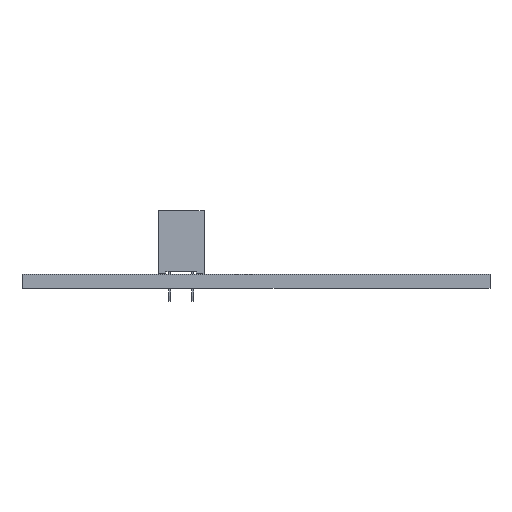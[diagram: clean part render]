
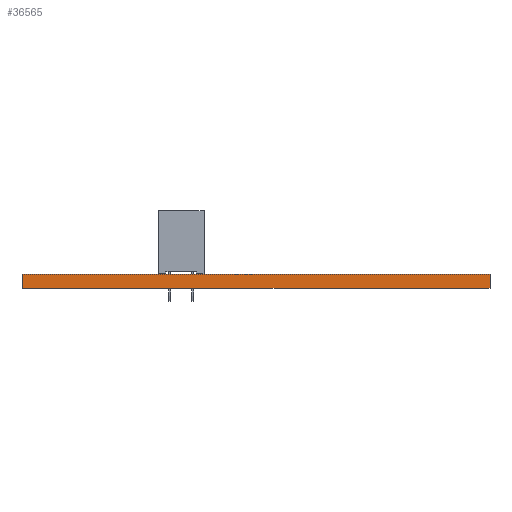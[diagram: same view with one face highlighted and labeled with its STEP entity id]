
A CAD part, left-side view. The second image highlights one B-rep face of the part: STEP entity #36565.
In plain terms, the highlighted planar face has unit normal (-1, 0, 0).
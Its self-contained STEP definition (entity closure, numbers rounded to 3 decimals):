
#30423 = PLANE('',#30424);
#30424 = AXIS2_PLACEMENT_3D('',#30425,#30426,#30427);
#30425 = CARTESIAN_POINT('',(97.15,-38.63,1.58));
#30426 = DIRECTION('',(-0.,-0.,-1.));
#30427 = DIRECTION('',(-1.,0.,0.));
#30477 = PLANE('',#30478);
#30478 = AXIS2_PLACEMENT_3D('',#30479,#30480,#30481);
#30479 = CARTESIAN_POINT('',(97.15,-38.63,0.));
#30480 = DIRECTION('',(-0.,-0.,-1.));
#30481 = DIRECTION('',(-1.,0.,0.));
#30510 = PLANE('',#30511);
#30511 = AXIS2_PLACEMENT_3D('',#30512,#30513,#30514);
#30512 = CARTESIAN_POINT('',(52.,-15.,0.));
#30513 = DIRECTION('',(0.,1.,0.));
#30514 = DIRECTION('',(1.,0.,0.));
#30608 = PLANE('',#30609);
#30609 = AXIS2_PLACEMENT_3D('',#30610,#30611,#30612);
#30610 = CARTESIAN_POINT('',(118.,-67.,0.));
#30611 = DIRECTION('',(0.,-1.,0.));
#30612 = DIRECTION('',(-1.,0.,0.));
#30647 = VERTEX_POINT('',#30648);
#30648 = CARTESIAN_POINT('',(52.,-67.,0.));
#30669 = EDGE_CURVE('',#30647,#30670,#30672,.T.);
#30670 = VERTEX_POINT('',#30671);
#30671 = CARTESIAN_POINT('',(52.,-15.,0.));
#30672 = SURFACE_CURVE('',#30673,(#30677,#30684),.PCURVE_S1.);
#30673 = LINE('',#30674,#30675);
#30674 = CARTESIAN_POINT('',(52.,-67.,0.));
#30675 = VECTOR('',#30676,1.);
#30676 = DIRECTION('',(0.,1.,0.));
#30677 = PCURVE('',#30477,#30678);
#30678 = DEFINITIONAL_REPRESENTATION('',(#30679),#30683);
#30679 = LINE('',#30680,#30681);
#30680 = CARTESIAN_POINT('',(45.15,-28.37));
#30681 = VECTOR('',#30682,1.);
#30682 = DIRECTION('',(0.,1.));
#30683 = ( GEOMETRIC_REPRESENTATION_CONTEXT(2) 
PARAMETRIC_REPRESENTATION_CONTEXT() REPRESENTATION_CONTEXT('2D SPACE',''
  ) );
#30684 = PCURVE('',#30685,#30690);
#30685 = PLANE('',#30686);
#30686 = AXIS2_PLACEMENT_3D('',#30687,#30688,#30689);
#30687 = CARTESIAN_POINT('',(52.,-67.,0.));
#30688 = DIRECTION('',(-1.,0.,0.));
#30689 = DIRECTION('',(0.,1.,0.));
#30690 = DEFINITIONAL_REPRESENTATION('',(#30691),#30695);
#30691 = LINE('',#30692,#30693);
#30692 = CARTESIAN_POINT('',(0.,0.));
#30693 = VECTOR('',#30694,1.);
#30694 = DIRECTION('',(1.,0.));
#30695 = ( GEOMETRIC_REPRESENTATION_CONTEXT(2) 
PARAMETRIC_REPRESENTATION_CONTEXT() REPRESENTATION_CONTEXT('2D SPACE',''
  ) );
#33805 = VERTEX_POINT('',#33806);
#33806 = CARTESIAN_POINT('',(52.,-67.,1.58));
#33827 = EDGE_CURVE('',#33805,#33828,#33830,.T.);
#33828 = VERTEX_POINT('',#33829);
#33829 = CARTESIAN_POINT('',(52.,-15.,1.58));
#33830 = SURFACE_CURVE('',#33831,(#33835,#33842),.PCURVE_S1.);
#33831 = LINE('',#33832,#33833);
#33832 = CARTESIAN_POINT('',(52.,-67.,1.58));
#33833 = VECTOR('',#33834,1.);
#33834 = DIRECTION('',(0.,1.,0.));
#33835 = PCURVE('',#30423,#33836);
#33836 = DEFINITIONAL_REPRESENTATION('',(#33837),#33841);
#33837 = LINE('',#33838,#33839);
#33838 = CARTESIAN_POINT('',(45.15,-28.37));
#33839 = VECTOR('',#33840,1.);
#33840 = DIRECTION('',(0.,1.));
#33841 = ( GEOMETRIC_REPRESENTATION_CONTEXT(2) 
PARAMETRIC_REPRESENTATION_CONTEXT() REPRESENTATION_CONTEXT('2D SPACE',''
  ) );
#33842 = PCURVE('',#30685,#33843);
#33843 = DEFINITIONAL_REPRESENTATION('',(#33844),#33848);
#33844 = LINE('',#33845,#33846);
#33845 = CARTESIAN_POINT('',(0.,-1.58));
#33846 = VECTOR('',#33847,1.);
#33847 = DIRECTION('',(1.,0.));
#33848 = ( GEOMETRIC_REPRESENTATION_CONTEXT(2) 
PARAMETRIC_REPRESENTATION_CONTEXT() REPRESENTATION_CONTEXT('2D SPACE',''
  ) );
#36515 = EDGE_CURVE('',#30670,#33828,#36516,.T.);
#36516 = SURFACE_CURVE('',#36517,(#36521,#36528),.PCURVE_S1.);
#36517 = LINE('',#36518,#36519);
#36518 = CARTESIAN_POINT('',(52.,-15.,0.));
#36519 = VECTOR('',#36520,1.);
#36520 = DIRECTION('',(0.,0.,1.));
#36521 = PCURVE('',#30510,#36522);
#36522 = DEFINITIONAL_REPRESENTATION('',(#36523),#36527);
#36523 = LINE('',#36524,#36525);
#36524 = CARTESIAN_POINT('',(0.,0.));
#36525 = VECTOR('',#36526,1.);
#36526 = DIRECTION('',(0.,-1.));
#36527 = ( GEOMETRIC_REPRESENTATION_CONTEXT(2) 
PARAMETRIC_REPRESENTATION_CONTEXT() REPRESENTATION_CONTEXT('2D SPACE',''
  ) );
#36528 = PCURVE('',#30685,#36529);
#36529 = DEFINITIONAL_REPRESENTATION('',(#36530),#36534);
#36530 = LINE('',#36531,#36532);
#36531 = CARTESIAN_POINT('',(52.,0.));
#36532 = VECTOR('',#36533,1.);
#36533 = DIRECTION('',(0.,-1.));
#36534 = ( GEOMETRIC_REPRESENTATION_CONTEXT(2) 
PARAMETRIC_REPRESENTATION_CONTEXT() REPRESENTATION_CONTEXT('2D SPACE',''
  ) );
#36544 = EDGE_CURVE('',#30647,#33805,#36545,.T.);
#36545 = SURFACE_CURVE('',#36546,(#36550,#36557),.PCURVE_S1.);
#36546 = LINE('',#36547,#36548);
#36547 = CARTESIAN_POINT('',(52.,-67.,0.));
#36548 = VECTOR('',#36549,1.);
#36549 = DIRECTION('',(0.,0.,1.));
#36550 = PCURVE('',#30608,#36551);
#36551 = DEFINITIONAL_REPRESENTATION('',(#36552),#36556);
#36552 = LINE('',#36553,#36554);
#36553 = CARTESIAN_POINT('',(66.,0.));
#36554 = VECTOR('',#36555,1.);
#36555 = DIRECTION('',(0.,-1.));
#36556 = ( GEOMETRIC_REPRESENTATION_CONTEXT(2) 
PARAMETRIC_REPRESENTATION_CONTEXT() REPRESENTATION_CONTEXT('2D SPACE',''
  ) );
#36557 = PCURVE('',#30685,#36558);
#36558 = DEFINITIONAL_REPRESENTATION('',(#36559),#36563);
#36559 = LINE('',#36560,#36561);
#36560 = CARTESIAN_POINT('',(0.,0.));
#36561 = VECTOR('',#36562,1.);
#36562 = DIRECTION('',(0.,-1.));
#36563 = ( GEOMETRIC_REPRESENTATION_CONTEXT(2) 
PARAMETRIC_REPRESENTATION_CONTEXT() REPRESENTATION_CONTEXT('2D SPACE',''
  ) );
#36565 = ADVANCED_FACE('',(#36566),#30685,.T.);
#36566 = FACE_BOUND('',#36567,.T.);
#36567 = EDGE_LOOP('',(#36568,#36569,#36570,#36571));
#36568 = ORIENTED_EDGE('',*,*,#36544,.T.);
#36569 = ORIENTED_EDGE('',*,*,#33827,.T.);
#36570 = ORIENTED_EDGE('',*,*,#36515,.F.);
#36571 = ORIENTED_EDGE('',*,*,#30669,.F.);
